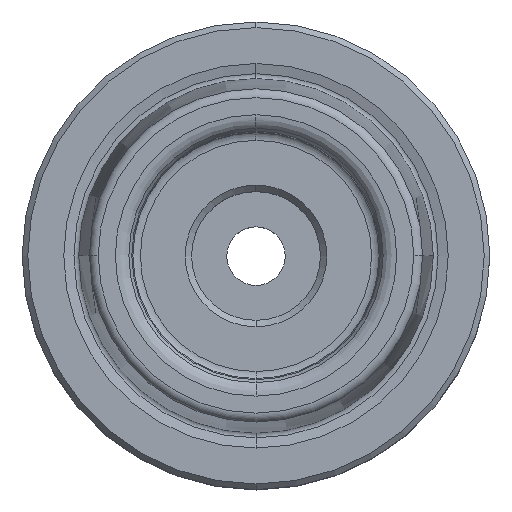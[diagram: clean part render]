
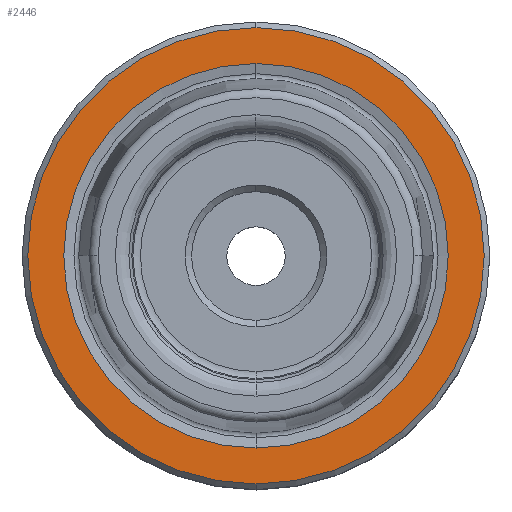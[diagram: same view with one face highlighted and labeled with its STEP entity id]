
A CAD part, top view. The second image highlights one B-rep face of the part: STEP entity #2446.
In plain terms, the highlighted planar face has unit normal (0, 0, 1).
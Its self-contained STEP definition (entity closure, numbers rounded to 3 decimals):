
#1356=EDGE_CURVE('NONE',#1430,#1996,#3785,.T.);
#1430=VERTEX_POINT('NONE',#3867);
#1954=EDGE_CURVE('NONE',#2942,#3430,#4463,.T.);
#1996=VERTEX_POINT('NONE',#4511);
#2446=ADVANCED_FACE('NONE',(#5001,#5002),#5003,.F.);
#2942=VERTEX_POINT('NONE',#5550);
#2968=EDGE_CURVE('NONE',#1996,#1430,#5577,.T.);
#3196=EDGE_CURVE('NONE',#3430,#2942,#5830,.T.);
#3430=VERTEX_POINT('NONE',#6092);
#3785=CIRCLE('',#6512,16.426);
#3867=CARTESIAN_POINT('',(0.,16.426,0.));
#4463=CIRCLE('',#8247,19.495);
#4511=CARTESIAN_POINT('',(0.,-16.426,0.));
#5001=FACE_OUTER_BOUND('',#10204,.T.);
#5002=FACE_BOUND('',#10205,.T.);
#5003=PLANE('',#10206);
#5550=CARTESIAN_POINT('',(0.,19.495,0.));
#5577=CIRCLE('',#11880,16.426);
#5830=CIRCLE('',#12468,19.495);
#6092=CARTESIAN_POINT('',(0.,-19.495,0.));
#6512=AXIS2_PLACEMENT_3D('',#14411,#14412,#14413);
#8247=AXIS2_PLACEMENT_3D('',#15247,#15248,#15249);
#10204=EDGE_LOOP('',(#15819,#15820));
#10205=EDGE_LOOP('',(#15821,#15822));
#10206=AXIS2_PLACEMENT_3D('',#15823,#15824,#15825);
#11880=AXIS2_PLACEMENT_3D('',#16457,#16458,#16459);
#12468=AXIS2_PLACEMENT_3D('',#16757,#16758,#16759);
#14411=CARTESIAN_POINT('',(0.,0.,0.));
#14412=DIRECTION('',(0.0,-0.0,1.0));
#14413=DIRECTION('',(1.0,0.,0.0));
#15247=CARTESIAN_POINT('',(0.,0.,0.));
#15248=DIRECTION('',(0.0,-0.0,1.0));
#15249=DIRECTION('',(1.0,0.,0.0));
#15819=ORIENTED_EDGE('',*,*,#3196,.T.);
#15820=ORIENTED_EDGE('',*,*,#1954,.T.);
#15821=ORIENTED_EDGE('',*,*,#1356,.F.);
#15822=ORIENTED_EDGE('',*,*,#2968,.F.);
#15823=CARTESIAN_POINT('',(0.,-15.679,0.));
#15824=DIRECTION('',(0.0,0.0,-1.0));
#15825=DIRECTION('',(0.0,1.0,0.0));
#16457=CARTESIAN_POINT('',(0.,0.,0.));
#16458=DIRECTION('',(0.0,-0.0,1.0));
#16459=DIRECTION('',(1.0,0.,0.0));
#16757=CARTESIAN_POINT('',(0.,0.,0.));
#16758=DIRECTION('',(0.0,-0.0,1.0));
#16759=DIRECTION('',(1.0,0.,0.0));
